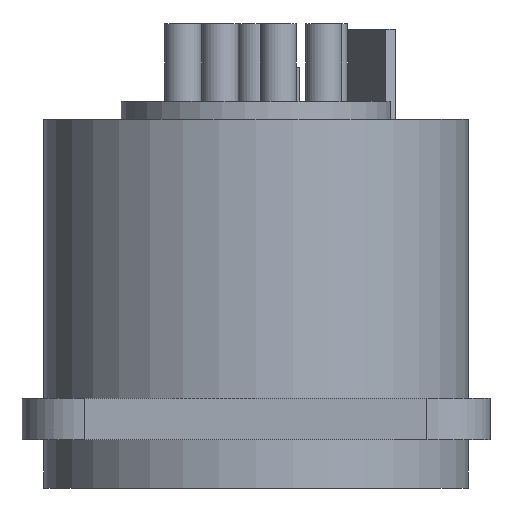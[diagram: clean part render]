
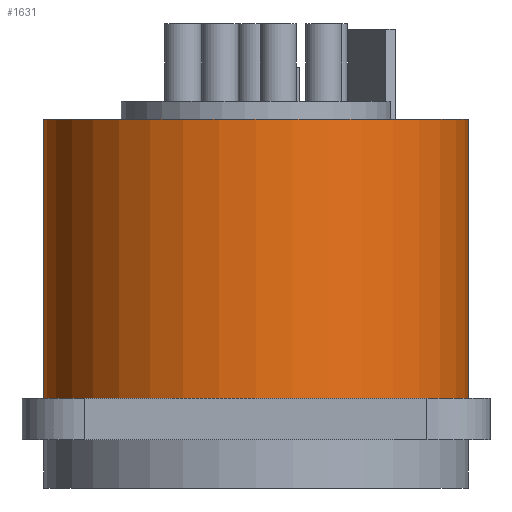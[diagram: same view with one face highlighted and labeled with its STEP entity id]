
A CAD part, front view. The second image highlights one B-rep face of the part: STEP entity #1631.
In plain terms, the highlighted cylindrical face has radius 11.8 mm (diameter 23.6 mm), a partial arc.
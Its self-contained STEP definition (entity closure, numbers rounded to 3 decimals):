
#161=CARTESIAN_POINT('',(0.,0.,2.3));
#162=DIRECTION('',(0.,0.,-1.));
#163=DIRECTION('',(1.,0.,0.));
#164=AXIS2_PLACEMENT_3D('',#161,#162,#163);
#222=DIRECTION('',(0.,0.,-1.));
#223=VECTOR('',#222,15.5);
#224=CARTESIAN_POINT('',(-11.8,0.,17.8));
#225=LINE('',#224,#223);
#230=DIRECTION('',(0.,0.,-1.));
#231=VECTOR('',#230,15.5);
#232=CARTESIAN_POINT('',(11.8,0.,17.8));
#233=LINE('',#232,#231);
#473=CARTESIAN_POINT('',(0.,0.,17.8));
#474=DIRECTION('',(0.,0.,-1.));
#475=DIRECTION('',(1.,0.,0.));
#476=AXIS2_PLACEMENT_3D('',#473,#474,#475);
#1028=CARTESIAN_POINT('',(-11.8,0.,17.8));
#1029=CARTESIAN_POINT('',(11.8,0.,17.8));
#1030=VERTEX_POINT('',#1028);
#1031=VERTEX_POINT('',#1029);
#1040=CARTESIAN_POINT('',(-11.8,0.,2.3));
#1041=VERTEX_POINT('',#1040);
#1042=CARTESIAN_POINT('',(11.8,0.,2.3));
#1043=VERTEX_POINT('',#1042);
#1619=CARTESIAN_POINT('',(0.,0.,17.8));
#1620=DIRECTION('',(0.,0.,-1.));
#1621=DIRECTION('',(-1.,0.,0.));
#1622=AXIS2_PLACEMENT_3D('',#1619,#1620,#1621);
#1623=CYLINDRICAL_SURFACE('',#1622,11.8);
#1624=ORIENTED_EDGE('',*,*,#1596,.F.);
#1626=ORIENTED_EDGE('',*,*,#1625,.F.);
#1627=ORIENTED_EDGE('',*,*,#1599,.T.);
#1628=ORIENTED_EDGE('',*,*,#1463,.T.);
#1629=EDGE_LOOP('',(#1624,#1626,#1627,#1628));
#1630=FACE_OUTER_BOUND('',#1629,.F.);
#1631=ADVANCED_FACE('',(#1630),#1623,.T.);
#165=CIRCLE('',#164,11.8);
#477=CIRCLE('',#476,11.8);
#1463=EDGE_CURVE('',#1043,#1041,#165,.T.);
#1596=EDGE_CURVE('',#1030,#1041,#225,.T.);
#1599=EDGE_CURVE('',#1031,#1043,#233,.T.);
#1625=EDGE_CURVE('',#1031,#1030,#477,.T.);
